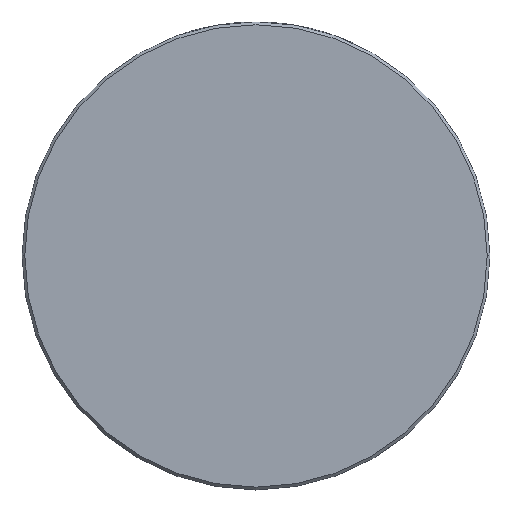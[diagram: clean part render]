
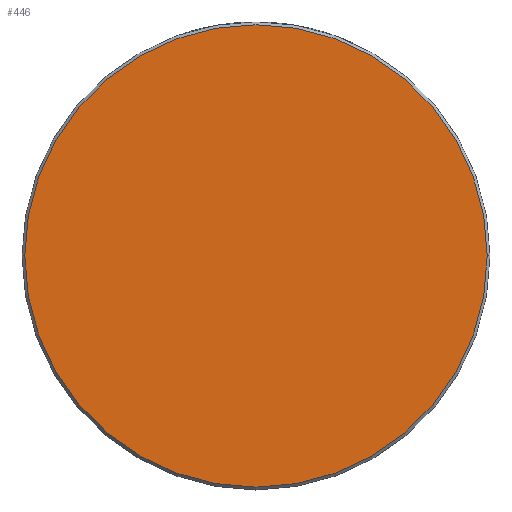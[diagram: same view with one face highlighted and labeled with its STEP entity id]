
A CAD part, top view. The second image highlights one B-rep face of the part: STEP entity #446.
In plain terms, the highlighted planar face has unit normal (0, 0, 1).
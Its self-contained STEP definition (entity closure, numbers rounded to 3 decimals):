
#134 = VERTEX_POINT ( 'NONE', #372 ) ;
#136 = VERTEX_POINT ( 'NONE', #1117 ) ;
#310 = EDGE_CURVE ( 'NONE', #134, #136, #1491, .T. ) ;
#372 = CARTESIAN_POINT ( 'NONE',  ( 25.1, 0., 2.5 ) ) ;
#444 = ORIENTED_EDGE ( 'NONE', *, *, #310, .T. ) ;
#445 = EDGE_LOOP ( 'NONE', ( #448, #444 ) ) ;
#446 = ADVANCED_FACE ( 'NONE', ( #1751 ), #1881, .T. ) ;
#448 = ORIENTED_EDGE ( 'NONE', *, *, #469, .T. ) ;
#469 = EDGE_CURVE ( 'NONE', #136, #134, #1677, .T. ) ;
#1117 = CARTESIAN_POINT ( 'NONE',  ( -25.1, 0., 2.5 ) ) ;
#1475 = DIRECTION ( 'NONE',  ( 1., 0., 0. ) ) ;
#1476 = DIRECTION ( 'NONE',  ( 0., 0., 1. ) ) ;
#1483 = AXIS2_PLACEMENT_3D ( 'NONE', #1484, #1476, #1475 ) ;
#1484 = CARTESIAN_POINT ( 'NONE',  ( 0., 0., 2.5 ) ) ;
#1491 = CIRCLE ( 'NONE', #1483, 25.1 ) ;
#1677 = CIRCLE ( 'NONE', #1789, 25.1 ) ;
#1703 = DIRECTION ( 'NONE',  ( 1., 0., 0. ) ) ;
#1704 = DIRECTION ( 'NONE',  ( 0., 0., 1. ) ) ;
#1705 = CARTESIAN_POINT ( 'NONE',  ( 0., -65.084, 2.5 ) ) ;
#1721 = AXIS2_PLACEMENT_3D ( 'NONE', #1705, #1704, #1703 ) ;
#1751 = FACE_OUTER_BOUND ( 'NONE', #445, .T. ) ;
#1786 = DIRECTION ( 'NONE',  ( 1., 0., 0. ) ) ;
#1787 = DIRECTION ( 'NONE',  ( 0., 0., 1. ) ) ;
#1789 = AXIS2_PLACEMENT_3D ( 'NONE', #1792, #1787, #1786 ) ;
#1792 = CARTESIAN_POINT ( 'NONE',  ( 0., 0., 2.5 ) ) ;
#1881 = PLANE ( 'NONE',  #1721 ) ;
